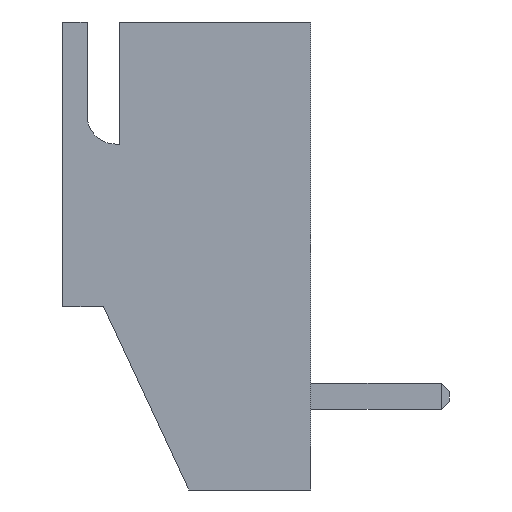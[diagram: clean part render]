
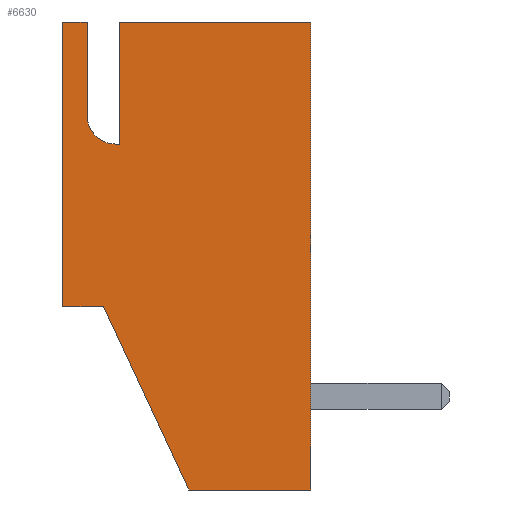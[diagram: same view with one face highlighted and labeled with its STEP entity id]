
A CAD part, left-side view. The second image highlights one B-rep face of the part: STEP entity #6630.
In plain terms, the highlighted planar face has unit normal (-1, 0, 0).
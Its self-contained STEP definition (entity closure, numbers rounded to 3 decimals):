
#78=CIRCLE('',#7039,0.7);
#196=FACE_OUTER_BOUND('',#580,.T.);
#580=EDGE_LOOP('',(#4545,#4546,#4547,#4548,#4549,#4550,#4551,#4552,#4553,
#4554,#4555));
#1036=LINE('',#9414,#1934);
#1040=LINE('',#9422,#1938);
#1042=LINE('',#9427,#1940);
#1050=LINE('',#9444,#1948);
#1067=LINE('',#9481,#1965);
#1100=LINE('',#9552,#1998);
#1104=LINE('',#9562,#2002);
#1105=LINE('',#9564,#2003);
#1106=LINE('',#9566,#2004);
#1107=LINE('',#9567,#2005);
#1934=VECTOR('',#7553,10.);
#1938=VECTOR('',#7561,10.);
#1940=VECTOR('',#7565,10.);
#1948=VECTOR('',#7577,10.);
#1965=VECTOR('',#7616,10.);
#1998=VECTOR('',#7671,10.);
#2002=VECTOR('',#7683,10.);
#2003=VECTOR('',#7686,10.);
#2004=VECTOR('',#7687,10.);
#2005=VECTOR('',#7688,10.);
#2831=VERTEX_POINT('',#9411);
#2832=VERTEX_POINT('',#9413);
#2834=VERTEX_POINT('',#9421);
#2835=VERTEX_POINT('',#9425);
#2836=VERTEX_POINT('',#9426);
#2843=VERTEX_POINT('',#9443);
#2852=VERTEX_POINT('',#9480);
#2878=VERTEX_POINT('',#9549);
#2879=VERTEX_POINT('',#9551);
#2881=VERTEX_POINT('',#9557);
#2882=VERTEX_POINT('',#9565);
#3444=EDGE_CURVE('',#2832,#2831,#1036,.T.);
#3448=EDGE_CURVE('',#2834,#2832,#1040,.T.);
#3450=EDGE_CURVE('',#2835,#2836,#1042,.T.);
#3458=EDGE_CURVE('',#2836,#2843,#1050,.T.);
#3477=EDGE_CURVE('',#2852,#2834,#1067,.T.);
#3512=EDGE_CURVE('',#2879,#2878,#1100,.T.);
#3515=EDGE_CURVE('',#2881,#2852,#78,.T.);
#3518=EDGE_CURVE('',#2878,#2881,#1104,.T.);
#3519=EDGE_CURVE('',#2831,#2835,#1105,.T.);
#3520=EDGE_CURVE('',#2843,#2882,#1106,.T.);
#3521=EDGE_CURVE('',#2882,#2879,#1107,.T.);
#4545=ORIENTED_EDGE('',*,*,#3512,.T.);
#4546=ORIENTED_EDGE('',*,*,#3518,.T.);
#4547=ORIENTED_EDGE('',*,*,#3515,.T.);
#4548=ORIENTED_EDGE('',*,*,#3477,.T.);
#4549=ORIENTED_EDGE('',*,*,#3448,.T.);
#4550=ORIENTED_EDGE('',*,*,#3444,.T.);
#4551=ORIENTED_EDGE('',*,*,#3519,.T.);
#4552=ORIENTED_EDGE('',*,*,#3450,.T.);
#4553=ORIENTED_EDGE('',*,*,#3458,.T.);
#4554=ORIENTED_EDGE('',*,*,#3520,.T.);
#4555=ORIENTED_EDGE('',*,*,#3521,.T.);
#6272=PLANE('',#7041);
#6630=ADVANCED_FACE('',(#196),#6272,.T.);
#7039=AXIS2_PLACEMENT_3D('',#9558,#7677,#7678);
#7041=AXIS2_PLACEMENT_3D('',#9563,#7684,#7685);
#7553=DIRECTION('',(0.,0.,-1.));
#7561=DIRECTION('',(0.,1.,0.));
#7565=DIRECTION('',(0.,-0.423,-0.906));
#7577=DIRECTION('',(0.,-1.,0.));
#7616=DIRECTION('',(0.,0.,1.));
#7671=DIRECTION('',(0.,0.,-1.));
#7677=DIRECTION('center_axis',(1.,0.,0.));
#7678=DIRECTION('ref_axis',(0.,0.,-1.));
#7683=DIRECTION('',(0.,1.,0.));
#7684=DIRECTION('center_axis',(-1.,0.,0.));
#7685=DIRECTION('ref_axis',(0.,0.,1.));
#7686=DIRECTION('',(0.,-1.,0.));
#7687=DIRECTION('',(0.,0.,1.));
#7688=DIRECTION('',(0.,1.,0.));
#9411=CARTESIAN_POINT('',(-17.45,6.1,-7.));
#9413=CARTESIAN_POINT('',(-17.45,6.1,0.));
#9414=CARTESIAN_POINT('',(-17.45,6.1,0.));
#9421=CARTESIAN_POINT('',(-17.45,5.5,0.));
#9422=CARTESIAN_POINT('',(-17.45,0.,0.));
#9425=CARTESIAN_POINT('',(-17.45,5.1,-7.));
#9426=CARTESIAN_POINT('',(-17.45,3.,-11.5));
#9427=CARTESIAN_POINT('',(-17.45,5.1,-7.));
#9443=CARTESIAN_POINT('',(-17.45,0.,-11.5));
#9444=CARTESIAN_POINT('',(-17.45,3.,-11.5));
#9480=CARTESIAN_POINT('',(-17.45,5.5,-2.3));
#9481=CARTESIAN_POINT('',(-17.45,5.5,-5.25));
#9549=CARTESIAN_POINT('',(-17.45,4.7,-3.));
#9551=CARTESIAN_POINT('',(-17.45,4.7,0.));
#9552=CARTESIAN_POINT('',(-17.45,4.7,-3.25));
#9557=CARTESIAN_POINT('',(-17.45,4.8,-3.));
#9558=CARTESIAN_POINT('Origin',(-17.45,4.8,-2.3));
#9562=CARTESIAN_POINT('',(-17.45,3.925,-3.));
#9563=CARTESIAN_POINT('Origin',(-17.45,3.05,-3.5));
#9564=CARTESIAN_POINT('',(-17.45,6.1,-7.));
#9565=CARTESIAN_POINT('',(-17.45,0.,0.));
#9566=CARTESIAN_POINT('',(-17.45,0.,-11.5));
#9567=CARTESIAN_POINT('',(-17.45,0.,0.));
